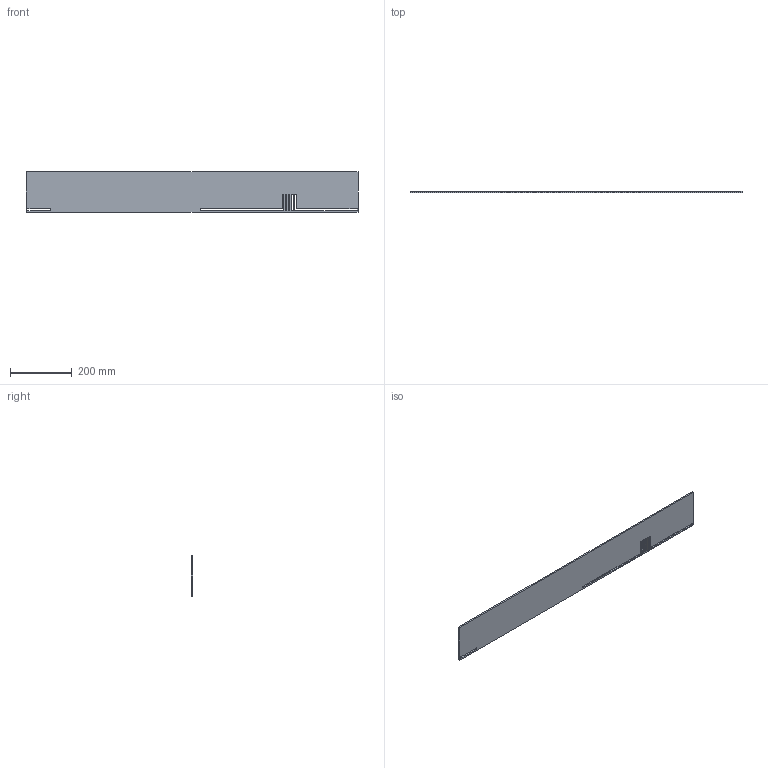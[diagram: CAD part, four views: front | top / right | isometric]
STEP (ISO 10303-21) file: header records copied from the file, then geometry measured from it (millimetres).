
FILE_DESCRIPTION (( 'STEP AP214' ), '1' );
FILE_NAME ('D1500267-v1.STEP', '2015-09-03T17:01:04', ( '' ), ( '' ), 'SwSTEP 2.0', 'SolidWorks 2015', '' );
FILE_SCHEMA (( 'AUTOMOTIVE_DESIGN' ));
Length unit declared in the file: millimetre
Products named in the file (1): D1500267-v1
Bounding box: 1074.14 x 5 x 130 mm (x, y, z)
Volume: 678384.3 mm3; surface area: 291576.5 mm2
Topology: 1 solids, 1 shells, 65 faces, 192 edges, 128 vertices
Faces by surface type: plane 41, cylinder 24
Entity records: 2232 total; most frequent: CARTESIAN_POINT 386, ORIENTED_EDGE 384, DIRECTION 372, EDGE_CURVE 192, LINE 144, VECTOR 144, VERTEX_POINT 128, AXIS2_PLACEMENT_3D 114
